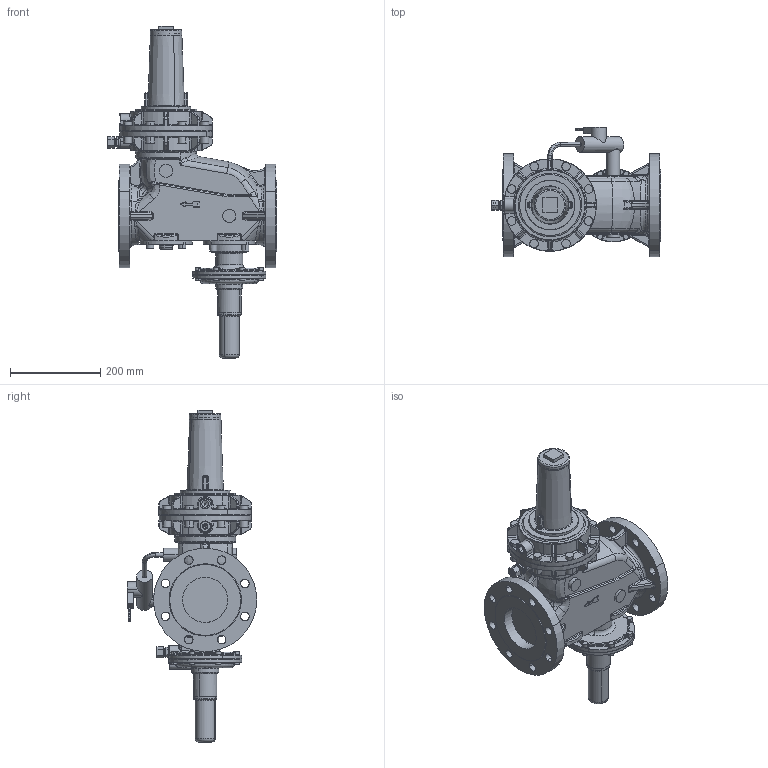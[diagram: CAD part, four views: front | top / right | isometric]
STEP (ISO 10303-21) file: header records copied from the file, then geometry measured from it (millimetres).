
FILE_DESCRIPTION(('CATIA V5 STEP Exchange'),'2;1');
FILE_NAME('RS250 DN100 205 ANSI.stp','2023-04-28T11:59:22+00:00',('none'),('none'),'CATIA Version 5-6 Release 2018 SP2','CATIA V5 STEP AP203','none');
FILE_SCHEMA(('CONFIG_CONTROL_DESIGN'));
Length unit declared in the file: millimetre
Products named in the file (1): Product3
Assembly tree (2 placements, depth 2):
  Product3
    #57
    #81722
Bounding box: 375.3 x 287.47 x 736 mm (x, y, z)
Volume: 12478047.5 mm3; surface area: 737311.2 mm2
Topology: 3 solids, 13 shells, 2054 faces, 4984 edges, 2893 vertices
Faces by surface type: cylinder 740, torus 440, bspline 388, plane 302, cone 94, sphere 83, extrusion 4, revolution 3
Entity records: 84517 total; most frequent: CARTESIAN_POINT 44816, ORIENTED_EDGE 9724, DIRECTION 5242, EDGE_CURVE 4862, AXIS2_PLACEMENT_3D 3111, VERTEX_POINT 2893, EDGE_LOOP 2161, CIRCLE 2154
